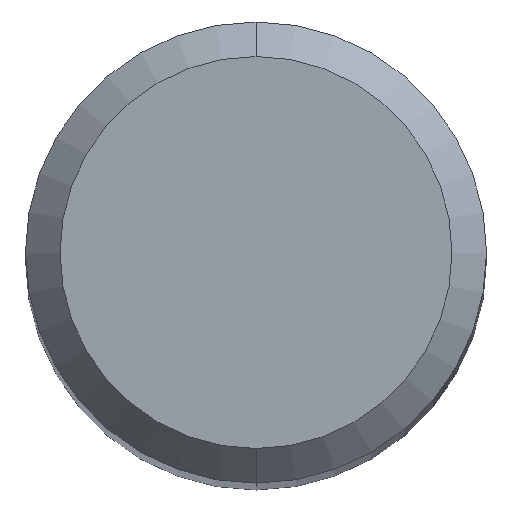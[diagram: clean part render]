
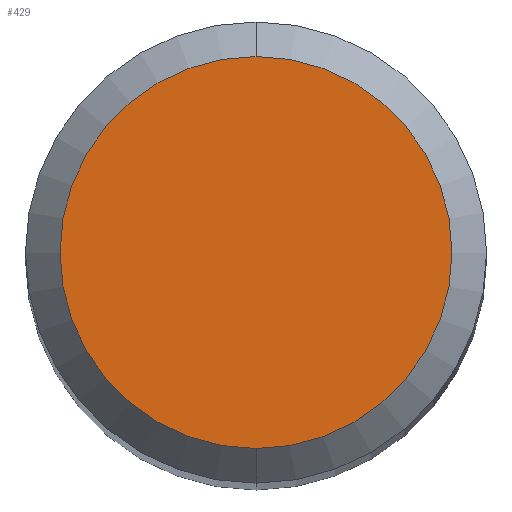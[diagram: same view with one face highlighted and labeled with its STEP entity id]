
A CAD part, top view. The second image highlights one B-rep face of the part: STEP entity #429.
In plain terms, the highlighted planar face has unit normal (0, 0, 1).
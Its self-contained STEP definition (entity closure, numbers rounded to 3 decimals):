
#221=VERTEX_POINT('',#533);
#283=EDGE_CURVE('',#221,#377,#601,.T.);
#377=VERTEX_POINT('',#705);
#427=EDGE_CURVE('',#377,#221,#759,.T.);
#429=ADVANCED_FACE('',(#761),#762,.T.);
#533=CARTESIAN_POINT('',(0.0,1.7,0.0));
#601=CIRCLE('',#1026,1.7);
#705=CARTESIAN_POINT('',(0.,-1.7,0.0));
#759=CIRCLE('',#1352,1.7);
#761=FACE_OUTER_BOUND('',#1354,.T.);
#762=PLANE('',#1355);
#1026=AXIS2_PLACEMENT_3D('',#1581,#1582,#1583);
#1352=AXIS2_PLACEMENT_3D('',#1748,#1749,#1750);
#1354=EDGE_LOOP('',(#1752,#1753));
#1355=AXIS2_PLACEMENT_3D('',#1754,#1755,#1756);
#1581=CARTESIAN_POINT('',(0.0,0.0,0.0));
#1582=DIRECTION('',(0.0,0.0,-1.0));
#1583=DIRECTION('',(0.0,1.0,0.0));
#1748=CARTESIAN_POINT('',(0.0,0.0,0.0));
#1749=DIRECTION('',(0.0,0.0,-1.0));
#1750=DIRECTION('',(0.0,1.0,0.0));
#1752=ORIENTED_EDGE('',*,*,#283,.F.);
#1753=ORIENTED_EDGE('',*,*,#427,.F.);
#1754=CARTESIAN_POINT('',(0.0,0.85,0.0));
#1755=DIRECTION('',(-0.0,0.0,1.0));
#1756=DIRECTION('',(0.0,-1.0,0.0));
